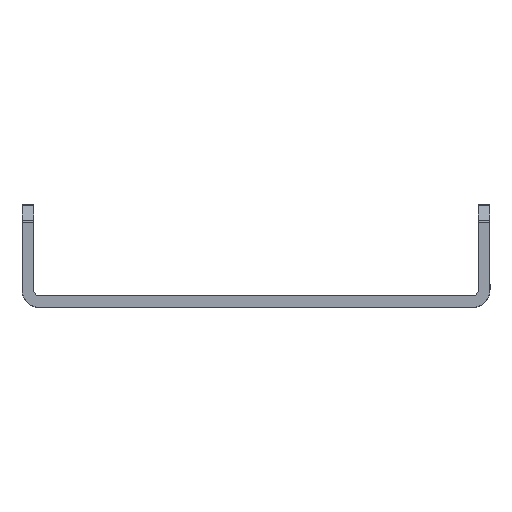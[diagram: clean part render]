
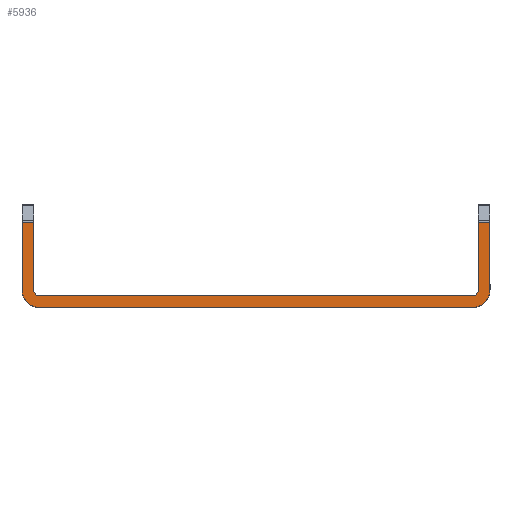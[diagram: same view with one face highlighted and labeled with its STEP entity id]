
A CAD part, left-side view. The second image highlights one B-rep face of the part: STEP entity #5936.
In plain terms, the highlighted planar face has unit normal (-1, 0, 0).
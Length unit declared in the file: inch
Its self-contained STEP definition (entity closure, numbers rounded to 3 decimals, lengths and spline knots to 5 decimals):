
#226 = VERTEX_POINT ( 'NONE', #24508 ) ;
#294 = CARTESIAN_POINT ( 'NONE',  ( -6.25, 1.156, 0.062 ) ) ;
#687 = AXIS2_PLACEMENT_3D ( 'NONE', #31912, #38037, #50369 ) ;
#773 = EDGE_CURVE ( 'NONE', #49557, #33699, #45445, .T. ) ;
#811 = CARTESIAN_POINT ( 'NONE',  ( -6.25, -1.188, 0.094 ) ) ;
#1941 = EDGE_CURVE ( 'NONE', #6664, #3429, #5537, .T. ) ;
#2527 = VERTEX_POINT ( 'NONE', #40281 ) ;
#3011 = VECTOR ( 'NONE', #22441, 39.37008 ) ;
#3264 = CIRCLE ( 'NONE', #53659, 0.032 ) ;
#3429 = VERTEX_POINT ( 'NONE', #54332 ) ;
#4162 = VERTEX_POINT ( 'NONE', #28783 ) ;
#4269 = DIRECTION ( 'NONE',  ( 0., -1., 0. ) ) ;
#5537 = LINE ( 'NONE', #16918, #25535 ) ;
#5898 = DIRECTION ( 'NONE',  ( 1., 0., 0. ) ) ;
#5936 = ADVANCED_FACE ( 'NONE', ( #37176 ), #17851, .F. ) ;
#6094 = AXIS2_PLACEMENT_3D ( 'NONE', #38142, #45196, #21417 ) ;
#6664 = VERTEX_POINT ( 'NONE', #811 ) ;
#7212 = ORIENTED_EDGE ( 'NONE', *, *, #47337, .F. ) ;
#7377 = CARTESIAN_POINT ( 'NONE',  ( -6.25, 1.188, 0.094 ) ) ;
#7641 = CARTESIAN_POINT ( 'NONE',  ( -6.25, 1.25, 0. ) ) ;
#7817 = VECTOR ( 'NONE', #12033, 39.37008 ) ;
#10311 = CARTESIAN_POINT ( 'NONE',  ( -6.25, 1.188, 0.062 ) ) ;
#11235 = ORIENTED_EDGE ( 'NONE', *, *, #38330, .T. ) ;
#11660 = DIRECTION ( 'NONE',  ( 0., 0., 1. ) ) ;
#11763 = AXIS2_PLACEMENT_3D ( 'NONE', #15477, #5898, #49767 ) ;
#12033 = DIRECTION ( 'NONE',  ( 0., -1., 0. ) ) ;
#12269 = ORIENTED_EDGE ( 'NONE', *, *, #51140, .F. ) ;
#12673 = CARTESIAN_POINT ( 'NONE',  ( -6.25, 1.156, 0. ) ) ;
#13053 = LINE ( 'NONE', #43798, #14555 ) ;
#13319 = DIRECTION ( 'NONE',  ( 0., -1., 0. ) ) ;
#13528 = VERTEX_POINT ( 'NONE', #34459 ) ;
#13554 = VERTEX_POINT ( 'NONE', #16910 ) ;
#13759 = CARTESIAN_POINT ( 'NONE',  ( -6.25, 1.188, 0.45204 ) ) ;
#13784 = EDGE_CURVE ( 'NONE', #226, #41071, #31312, .T. ) ;
#14555 = VECTOR ( 'NONE', #16524, 39.37008 ) ;
#15477 = CARTESIAN_POINT ( 'NONE',  ( -6.25, 1.156, 0.094 ) ) ;
#16524 = DIRECTION ( 'NONE',  ( 0., 0., 1. ) ) ;
#16910 = CARTESIAN_POINT ( 'NONE',  ( -6.25, -1.156, 0.062 ) ) ;
#16918 = CARTESIAN_POINT ( 'NONE',  ( -6.25, -1.188, 0.55 ) ) ;
#17851 = PLANE ( 'NONE',  #687 ) ;
#18603 = EDGE_CURVE ( 'NONE', #13528, #49557, #21185, .T. ) ;
#20528 = LINE ( 'NONE', #51354, #22761 ) ;
#20541 = ORIENTED_EDGE ( 'NONE', *, *, #23262, .T. ) ;
#21185 = LINE ( 'NONE', #24656, #21855 ) ;
#21417 = DIRECTION ( 'NONE',  ( 0., 0., 1. ) ) ;
#21855 = VECTOR ( 'NONE', #13319, 39.37008 ) ;
#22441 = DIRECTION ( 'NONE',  ( 0., 0., -1. ) ) ;
#22761 = VECTOR ( 'NONE', #34584, 39.37008 ) ;
#23262 = EDGE_CURVE ( 'NONE', #6664, #13554, #3264, .T. ) ;
#24508 = CARTESIAN_POINT ( 'NONE',  ( -6.25, -1.25, 0.094 ) ) ;
#24656 = CARTESIAN_POINT ( 'NONE',  ( -6.25, 1.25, 0.45204 ) ) ;
#25535 = VECTOR ( 'NONE', #11660, 39.37008 ) ;
#26108 = CARTESIAN_POINT ( 'NONE',  ( -6.25, 1.25, 0.45204 ) ) ;
#28783 = CARTESIAN_POINT ( 'NONE',  ( -6.25, 1.25, 0.094 ) ) ;
#28878 = VERTEX_POINT ( 'NONE', #12673 ) ;
#30217 = ORIENTED_EDGE ( 'NONE', *, *, #40124, .F. ) ;
#31312 = CIRCLE ( 'NONE', #50162, 0.094 ) ;
#31912 = CARTESIAN_POINT ( 'NONE',  ( -6.25, 1.25, 0.55 ) ) ;
#33418 = CARTESIAN_POINT ( 'NONE',  ( -6.25, -1.156, 0. ) ) ;
#33699 = VERTEX_POINT ( 'NONE', #7377 ) ;
#34395 = ORIENTED_EDGE ( 'NONE', *, *, #773, .F. ) ;
#34459 = CARTESIAN_POINT ( 'NONE',  ( -6.25, 1.25, 0.45204 ) ) ;
#34584 = DIRECTION ( 'NONE',  ( 0., -1., 0. ) ) ;
#35225 = CIRCLE ( 'NONE', #11763, 0.094 ) ;
#35499 = CARTESIAN_POINT ( 'NONE',  ( -6.25, -1.156, 0.094 ) ) ;
#35685 = LINE ( 'NONE', #7641, #7817 ) ;
#36256 = CIRCLE ( 'NONE', #6094, 0.032 ) ;
#37176 = FACE_OUTER_BOUND ( 'NONE', #37548, .T. ) ;
#37333 = EDGE_CURVE ( 'NONE', #46045, #13554, #20528, .T. ) ;
#37469 = ORIENTED_EDGE ( 'NONE', *, *, #46180, .T. ) ;
#37548 = EDGE_LOOP ( 'NONE', ( #7212, #46321, #20541, #40201, #11235, #34395, #39387, #12269, #30217, #37469, #53111, #50091 ) ) ;
#37725 = DIRECTION ( 'NONE',  ( 1., 0., 0. ) ) ;
#38037 = DIRECTION ( 'NONE',  ( 1., 0., 0. ) ) ;
#38142 = CARTESIAN_POINT ( 'NONE',  ( -6.25, 1.156, 0.094 ) ) ;
#38330 = EDGE_CURVE ( 'NONE', #46045, #33699, #36256, .T. ) ;
#39012 = DIRECTION ( 'NONE',  ( 1., 0., 0. ) ) ;
#39387 = ORIENTED_EDGE ( 'NONE', *, *, #18603, .F. ) ;
#40124 = EDGE_CURVE ( 'NONE', #28878, #4162, #35225, .T. ) ;
#40201 = ORIENTED_EDGE ( 'NONE', *, *, #37333, .F. ) ;
#40281 = CARTESIAN_POINT ( 'NONE',  ( -6.25, -1.25, 0.45204 ) ) ;
#40665 = VECTOR ( 'NONE', #4269, 39.37008 ) ;
#41008 = DIRECTION ( 'NONE',  ( 0., 0., -1. ) ) ;
#41071 = VERTEX_POINT ( 'NONE', #33418 ) ;
#41212 = CARTESIAN_POINT ( 'NONE',  ( -6.25, -1.156, 0.094 ) ) ;
#43798 = CARTESIAN_POINT ( 'NONE',  ( -6.25, 1.25, 0.062 ) ) ;
#45196 = DIRECTION ( 'NONE',  ( 1., 0., 0. ) ) ;
#45445 = LINE ( 'NONE', #10311, #53018 ) ;
#46045 = VERTEX_POINT ( 'NONE', #294 ) ;
#46180 = EDGE_CURVE ( 'NONE', #28878, #41071, #35685, .T. ) ;
#46251 = CARTESIAN_POINT ( 'NONE',  ( -6.25, -1.25, 0.55 ) ) ;
#46321 = ORIENTED_EDGE ( 'NONE', *, *, #1941, .F. ) ;
#47337 = EDGE_CURVE ( 'NONE', #3429, #2527, #49032, .T. ) ;
#47801 = DIRECTION ( 'NONE',  ( 0., 0., -1. ) ) ;
#49032 = LINE ( 'NONE', #26108, #40665 ) ;
#49557 = VERTEX_POINT ( 'NONE', #13759 ) ;
#49767 = DIRECTION ( 'NONE',  ( 0., 0., 1. ) ) ;
#49883 = EDGE_CURVE ( 'NONE', #2527, #226, #52459, .T. ) ;
#50091 = ORIENTED_EDGE ( 'NONE', *, *, #49883, .F. ) ;
#50162 = AXIS2_PLACEMENT_3D ( 'NONE', #41212, #37725, #52679 ) ;
#50369 = DIRECTION ( 'NONE',  ( 0., 0., -1. ) ) ;
#51140 = EDGE_CURVE ( 'NONE', #4162, #13528, #13053, .T. ) ;
#51354 = CARTESIAN_POINT ( 'NONE',  ( -6.25, -1.25, 0.062 ) ) ;
#52459 = LINE ( 'NONE', #46251, #3011 ) ;
#52679 = DIRECTION ( 'NONE',  ( 0., 0., -1. ) ) ;
#53018 = VECTOR ( 'NONE', #41008, 39.37008 ) ;
#53111 = ORIENTED_EDGE ( 'NONE', *, *, #13784, .F. ) ;
#53659 = AXIS2_PLACEMENT_3D ( 'NONE', #35499, #39012, #47801 ) ;
#54332 = CARTESIAN_POINT ( 'NONE',  ( -6.25, -1.188, 0.45204 ) ) ;
